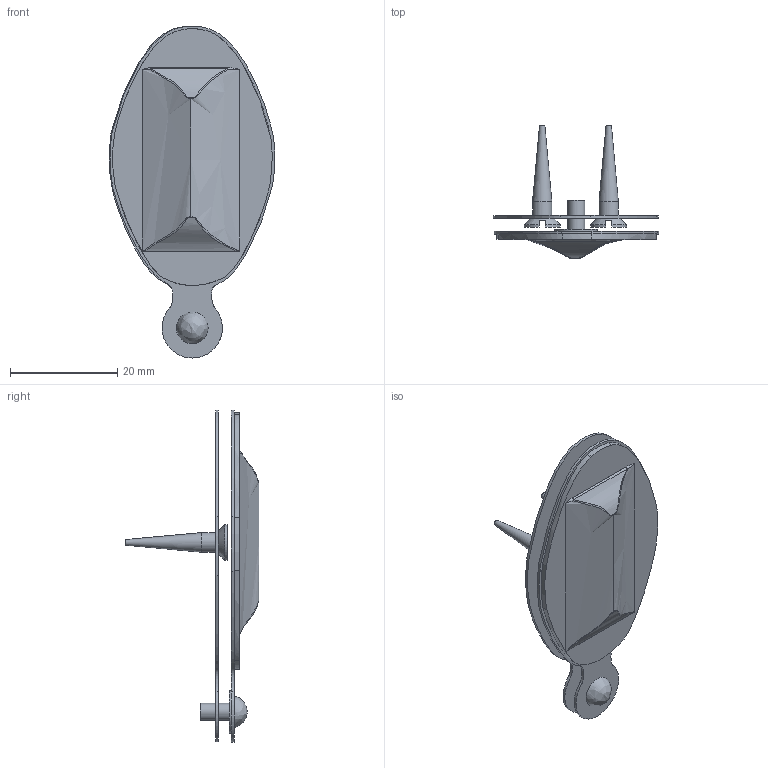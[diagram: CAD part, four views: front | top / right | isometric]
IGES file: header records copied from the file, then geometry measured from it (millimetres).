
Global section: file name: P8102; native system: Autodesk Inventor 2018; preprocessor: unknown; author: ashami; date: 20190708.090541; units: millimetre
Bounding box: 30.89 x 24.94 x 61.9 mm (x, y, z)
Volume: 3557.1 mm3; surface area: 5808.9 mm2
Topology: 6 solids, 6 shells, 88 faces, 225 edges, 152 vertices
Faces by surface type: bspline 88
